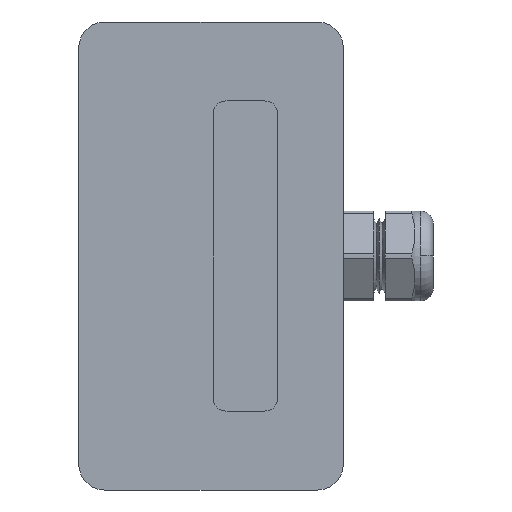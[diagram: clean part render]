
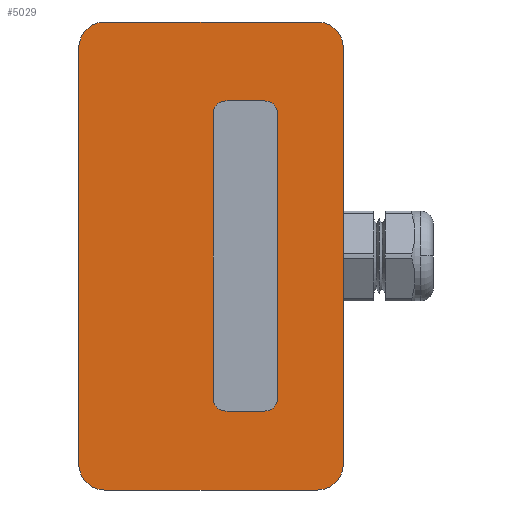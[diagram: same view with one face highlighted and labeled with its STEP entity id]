
A CAD part, front view. The second image highlights one B-rep face of the part: STEP entity #5029.
In plain terms, the highlighted planar face has unit normal (0, -1, 0).
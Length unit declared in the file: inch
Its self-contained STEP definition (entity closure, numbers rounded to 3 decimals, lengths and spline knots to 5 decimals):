
#1937 = ORIENTED_EDGE ( 'NONE', *, *, #3694, .F. ) ;
#1938 = ORIENTED_EDGE ( 'NONE', *, *, #3700, .F. ) ;
#1939 = ORIENTED_EDGE ( 'NONE', *, *, #3692, .F. ) ;
#1940 = ORIENTED_EDGE ( 'NONE', *, *, #3698, .F. ) ;
#1941 = ORIENTED_EDGE ( 'NONE', *, *, #3687, .F. ) ;
#2042 = ORIENTED_EDGE ( 'NONE', *, *, #3688, .F. ) ;
#2051 = ORIENTED_EDGE ( 'NONE', *, *, #3691, .F. ) ;
#2052 = ORIENTED_EDGE ( 'NONE', *, *, #3690, .F. ) ;
#3687 = EDGE_CURVE ( 'NONE', #4770, #4769, #11399, .T. ) ;
#3688 = EDGE_CURVE ( 'NONE', #4764, #4770, #11398, .T. ) ;
#3690 = EDGE_CURVE ( 'NONE', #4763, #4764, #11403, .T. ) ;
#3691 = EDGE_CURVE ( 'NONE', #4765, #4763, #11393, .T. ) ;
#3692 = EDGE_CURVE ( 'NONE', #4768, #4767, #11406, .T. ) ;
#3694 = EDGE_CURVE ( 'NONE', #4766, #4765, #11408, .T. ) ;
#3698 = EDGE_CURVE ( 'NONE', #4769, #4768, #11411, .T. ) ;
#3700 = EDGE_CURVE ( 'NONE', #4767, #4766, #11409, .T. ) ;
#4763 = VERTEX_POINT ( 'NONE', #17563 ) ;
#4764 = VERTEX_POINT ( 'NONE', #17564 ) ;
#4765 = VERTEX_POINT ( 'NONE', #17565 ) ;
#4766 = VERTEX_POINT ( 'NONE', #17566 ) ;
#4767 = VERTEX_POINT ( 'NONE', #17567 ) ;
#4768 = VERTEX_POINT ( 'NONE', #17568 ) ;
#4769 = VERTEX_POINT ( 'NONE', #17569 ) ;
#4770 = VERTEX_POINT ( 'NONE', #17570 ) ;
#5029 = ADVANCED_FACE ( 'NONE', ( #19610 ), #18707, .T. ) ;
#5887 = AXIS2_PLACEMENT_3D ( 'NONE', #18578, #18715, #18716 ) ;
#5920 = AXIS2_PLACEMENT_3D ( 'NONE', #14189, #14190, #14191 ) ;
#5921 = AXIS2_PLACEMENT_3D ( 'NONE', #14183, #14185, #14186 ) ;
#5922 = AXIS2_PLACEMENT_3D ( 'NONE', #14178, #14179, #14180 ) ;
#5924 = AXIS2_PLACEMENT_3D ( 'NONE', #14195, #14196, #14197 ) ;
#6751 = EDGE_LOOP ( 'NONE', ( #2052, #2051, #1937, #1938, #1939, #1940, #1941, #2042 ) ) ;
#11393 = LINE ( 'NONE', #14187, #11396 ) ;
#11395 = VECTOR ( 'NONE', #14182, 39.37008 ) ;
#11396 = VECTOR ( 'NONE', #14188, 39.37008 ) ;
#11398 = LINE ( 'NONE', #14176, #11395 ) ;
#11399 = CIRCLE ( 'NONE', #5922, 0.25 ) ;
#11403 = CIRCLE ( 'NONE', #5921, 0.25 ) ;
#11406 = CIRCLE ( 'NONE', #5920, 0.25 ) ;
#11408 = CIRCLE ( 'NONE', #5924, 0.25 ) ;
#11409 = LINE ( 'NONE', #14208, #11416 ) ;
#11411 = LINE ( 'NONE', #14198, #11413 ) ;
#11413 = VECTOR ( 'NONE', #14207, 39.37008 ) ;
#11416 = VECTOR ( 'NONE', #14211, 39.37008 ) ;
#14176 = CARTESIAN_POINT ( 'NONE',  ( 1.2795, -1.045, 0. ) ) ;
#14178 = CARTESIAN_POINT ( 'NONE',  ( 1.0295, -1.045, -2.014 ) ) ;
#14179 = DIRECTION ( 'NONE',  ( 0., 1., 0. ) ) ;
#14180 = DIRECTION ( 'NONE',  ( -1., 0., 0. ) ) ;
#14182 = DIRECTION ( 'NONE',  ( 0., 0., -1. ) ) ;
#14183 = CARTESIAN_POINT ( 'NONE',  ( 1.0295, -1.045, 2.014 ) ) ;
#14185 = DIRECTION ( 'NONE',  ( 0., 1., 0. ) ) ;
#14186 = DIRECTION ( 'NONE',  ( 0., 0., -1. ) ) ;
#14187 = CARTESIAN_POINT ( 'NONE',  ( 0., -1.045, 2.264 ) ) ;
#14188 = DIRECTION ( 'NONE',  ( 1., 0., 0. ) ) ;
#14189 = CARTESIAN_POINT ( 'NONE',  ( -1.0295, -1.045, -2.014 ) ) ;
#14190 = DIRECTION ( 'NONE',  ( 0., 1., 0. ) ) ;
#14191 = DIRECTION ( 'NONE',  ( -1., 0., 0. ) ) ;
#14195 = CARTESIAN_POINT ( 'NONE',  ( -1.0295, -1.045, 2.014 ) ) ;
#14196 = DIRECTION ( 'NONE',  ( 0., 1., 0. ) ) ;
#14197 = DIRECTION ( 'NONE',  ( -1., 0., 0. ) ) ;
#14198 = CARTESIAN_POINT ( 'NONE',  ( 0., -1.045, -2.264 ) ) ;
#14207 = DIRECTION ( 'NONE',  ( -1., 0., 0. ) ) ;
#14208 = CARTESIAN_POINT ( 'NONE',  ( -1.2795, -1.045, 0. ) ) ;
#14211 = DIRECTION ( 'NONE',  ( 0., 0., 1. ) ) ;
#17563 = CARTESIAN_POINT ( 'NONE',  ( 1.0295, -1.045, 2.264 ) ) ;
#17564 = CARTESIAN_POINT ( 'NONE',  ( 1.2795, -1.045, 2.014 ) ) ;
#17565 = CARTESIAN_POINT ( 'NONE',  ( -1.0295, -1.045, 2.264 ) ) ;
#17566 = CARTESIAN_POINT ( 'NONE',  ( -1.2795, -1.045, 2.014 ) ) ;
#17567 = CARTESIAN_POINT ( 'NONE',  ( -1.2795, -1.045, -2.014 ) ) ;
#17568 = CARTESIAN_POINT ( 'NONE',  ( -1.0295, -1.045, -2.264 ) ) ;
#17569 = CARTESIAN_POINT ( 'NONE',  ( 1.0295, -1.045, -2.264 ) ) ;
#17570 = CARTESIAN_POINT ( 'NONE',  ( 1.2795, -1.045, -2.014 ) ) ;
#18578 = CARTESIAN_POINT ( 'NONE',  ( -1.40745, -1.045, -2.4904 ) ) ;
#18707 = PLANE ( 'NONE',  #5887 ) ;
#18715 = DIRECTION ( 'NONE',  ( 0., -1., 0. ) ) ;
#18716 = DIRECTION ( 'NONE',  ( 1., 0., 0. ) ) ;
#19610 = FACE_OUTER_BOUND ( 'NONE', #6751, .T. ) ;
